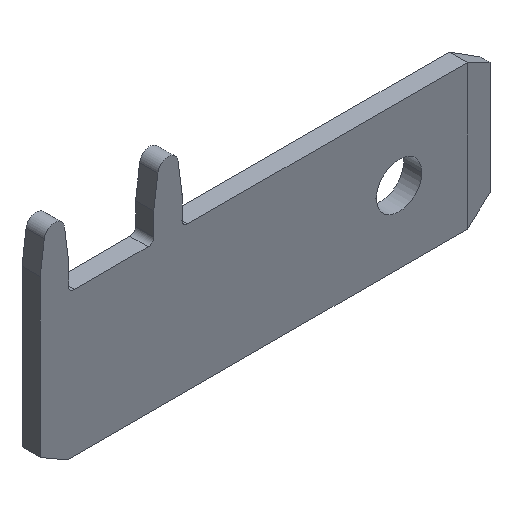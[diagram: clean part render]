
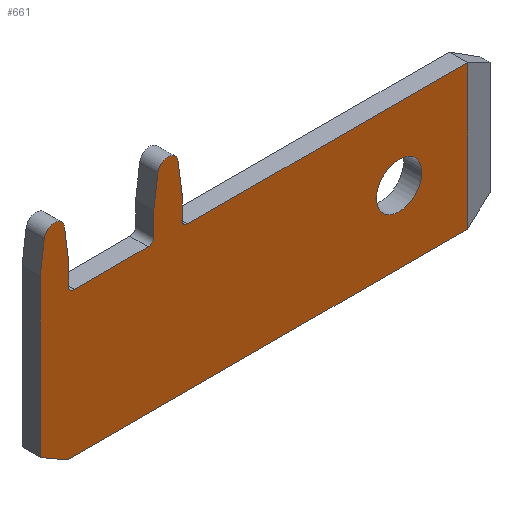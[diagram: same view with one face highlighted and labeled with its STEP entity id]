
A CAD part, isometric view. The second image highlights one B-rep face of the part: STEP entity #661.
In plain terms, the highlighted planar face has unit normal (0, -1, 0).
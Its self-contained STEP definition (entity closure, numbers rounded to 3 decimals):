
#11=DIRECTION('',(0.,0.,-1.));
#12=VECTOR('',#11,6.327);
#13=CARTESIAN_POINT('',(18.81,-0.4,-0.011));
#14=LINE('',#13,#12);
#19=DIRECTION('',(-0.866,0.,-0.5));
#20=VECTOR('',#19,0.023);
#21=CARTESIAN_POINT('',(18.81,-0.4,-6.339));
#22=LINE('',#21,#20);
#26=DIRECTION('',(-1.,0.,0.));
#27=VECTOR('',#26,17.6);
#28=CARTESIAN_POINT('',(18.791,-0.4,-6.35));
#29=LINE('',#28,#27);
#33=DIRECTION('',(-0.865,0.,0.501));
#34=VECTOR('',#33,1.387);
#35=CARTESIAN_POINT('',(1.191,-0.4,-6.35));
#36=LINE('',#35,#34);
#40=DIRECTION('',(0.,0.,1.));
#41=VECTOR('',#40,6.885);
#42=CARTESIAN_POINT('',(-0.009,-0.4,-5.655));
#43=LINE('',#42,#41);
#47=DIRECTION('',(0.131,0.,0.991));
#48=VECTOR('',#47,1.37);
#49=CARTESIAN_POINT('',(-0.009,-0.4,1.23));
#50=LINE('',#49,#48);
#54=CARTESIAN_POINT('',(0.616,-0.4,2.53));
#55=DIRECTION('',(0.,1.,0.));
#56=DIRECTION('',(-0.991,0.,0.131));
#57=AXIS2_PLACEMENT_3D('',#54,#55,#56);
#62=DIRECTION('',(0.131,0.,-0.991));
#63=VECTOR('',#62,1.37);
#64=CARTESIAN_POINT('',(1.062,-0.4,2.589));
#65=LINE('',#64,#63);
#69=DIRECTION('',(0.,0.,-1.));
#70=VECTOR('',#69,0.98);
#71=CARTESIAN_POINT('',(1.241,-0.4,1.23));
#72=LINE('',#71,#70);
#76=CARTESIAN_POINT('',(1.491,-0.4,0.25));
#77=DIRECTION('',(0.,-1.,0.));
#78=DIRECTION('',(-1.,0.,0.));
#79=AXIS2_PLACEMENT_3D('',#76,#77,#78);
#84=DIRECTION('',(1.,0.,0.));
#85=VECTOR('',#84,3.25);
#86=CARTESIAN_POINT('',(1.491,-0.4,0.));
#87=LINE('',#86,#85);
#91=CARTESIAN_POINT('',(4.741,-0.4,0.25));
#92=DIRECTION('',(0.,-1.,0.));
#93=DIRECTION('',(0.,0.,-1.));
#94=AXIS2_PLACEMENT_3D('',#91,#92,#93);
#99=DIRECTION('',(0.,0.,1.));
#100=VECTOR('',#99,0.99);
#101=CARTESIAN_POINT('',(4.991,-0.4,0.25));
#102=LINE('',#101,#100);
#106=DIRECTION('',(0.131,0.,0.991));
#107=VECTOR('',#106,1.37);
#108=CARTESIAN_POINT('',(4.991,-0.4,1.24));
#109=LINE('',#108,#107);
#113=CARTESIAN_POINT('',(5.616,-0.4,2.54));
#114=DIRECTION('',(0.,1.,0.));
#115=DIRECTION('',(-0.991,0.,0.131));
#116=AXIS2_PLACEMENT_3D('',#113,#114,#115);
#121=DIRECTION('',(0.131,0.,-0.991));
#122=VECTOR('',#121,1.37);
#123=CARTESIAN_POINT('',(6.062,-0.4,2.599));
#124=LINE('',#123,#122);
#128=DIRECTION('',(0.,0.,-1.));
#129=VECTOR('',#128,0.99);
#130=CARTESIAN_POINT('',(6.241,-0.4,1.24));
#131=LINE('',#130,#129);
#135=CARTESIAN_POINT('',(6.491,-0.4,0.25));
#136=DIRECTION('',(0.,-1.,0.));
#137=DIRECTION('',(-1.,0.,0.));
#138=AXIS2_PLACEMENT_3D('',#135,#136,#137);
#143=DIRECTION('',(1.,0.,0.));
#144=VECTOR('',#143,12.3);
#145=CARTESIAN_POINT('',(6.491,-0.4,0.));
#146=LINE('',#145,#144);
#150=DIRECTION('',(0.866,0.,-0.5));
#151=VECTOR('',#150,0.023);
#152=CARTESIAN_POINT('',(18.791,-0.4,0.));
#153=LINE('',#152,#151);
#157=CARTESIAN_POINT('',(15.791,-0.4,-3.188));
#158=DIRECTION('',(0.,-1.,0.));
#159=DIRECTION('',(1.,0.,0.));
#160=AXIS2_PLACEMENT_3D('',#157,#158,#159);
#165=CARTESIAN_POINT('',(15.791,-0.4,-3.188));
#166=DIRECTION('',(0.,-1.,0.));
#167=DIRECTION('',(-1.,0.,0.));
#168=AXIS2_PLACEMENT_3D('',#165,#166,#167);
#516=CARTESIAN_POINT('',(18.791,-0.4,-6.35));
#517=CARTESIAN_POINT('',(1.191,-0.4,-6.35));
#518=VERTEX_POINT('',#516);
#519=VERTEX_POINT('',#517);
#520=CARTESIAN_POINT('',(-0.009,-0.4,-5.655));
#521=VERTEX_POINT('',#520);
#522=CARTESIAN_POINT('',(-0.009,-0.4,1.23));
#523=VERTEX_POINT('',#522);
#524=CARTESIAN_POINT('',(6.491,-0.4,0.));
#525=CARTESIAN_POINT('',(18.791,-0.4,0.));
#526=VERTEX_POINT('',#524);
#527=VERTEX_POINT('',#525);
#534=CARTESIAN_POINT('',(18.81,-0.4,-0.011));
#535=CARTESIAN_POINT('',(18.81,-0.4,-6.339));
#536=VERTEX_POINT('',#534);
#537=VERTEX_POINT('',#535);
#550=CARTESIAN_POINT('',(16.791,-0.4,-3.188));
#551=CARTESIAN_POINT('',(14.791,-0.4,-3.188));
#552=VERTEX_POINT('',#550);
#553=VERTEX_POINT('',#551);
#560=CARTESIAN_POINT('',(0.17,-0.4,2.589));
#561=VERTEX_POINT('',#560);
#562=CARTESIAN_POINT('',(1.062,-0.4,2.589));
#563=VERTEX_POINT('',#562);
#564=CARTESIAN_POINT('',(1.491,-0.4,0.));
#565=CARTESIAN_POINT('',(4.741,-0.4,0.));
#566=VERTEX_POINT('',#564);
#567=VERTEX_POINT('',#565);
#568=CARTESIAN_POINT('',(5.17,-0.4,2.599));
#569=CARTESIAN_POINT('',(6.062,-0.4,2.599));
#570=VERTEX_POINT('',#568);
#571=VERTEX_POINT('',#569);
#572=CARTESIAN_POINT('',(6.241,-0.4,1.24));
#573=VERTEX_POINT('',#572);
#574=CARTESIAN_POINT('',(6.241,-0.4,0.25));
#575=VERTEX_POINT('',#574);
#592=CARTESIAN_POINT('',(1.241,-0.4,1.23));
#593=VERTEX_POINT('',#592);
#594=CARTESIAN_POINT('',(1.241,-0.4,0.25));
#595=VERTEX_POINT('',#594);
#596=CARTESIAN_POINT('',(4.991,-0.4,0.25));
#597=VERTEX_POINT('',#596);
#598=CARTESIAN_POINT('',(4.991,-0.4,1.24));
#599=VERTEX_POINT('',#598);
#608=CARTESIAN_POINT('',(0.,-0.4,0.));
#609=DIRECTION('',(0.,1.,0.));
#610=DIRECTION('',(1.,0.,0.));
#611=AXIS2_PLACEMENT_3D('',#608,#609,#610);
#612=PLANE('',#611);
#614=ORIENTED_EDGE('',*,*,#613,.T.);
#616=ORIENTED_EDGE('',*,*,#615,.T.);
#618=ORIENTED_EDGE('',*,*,#617,.T.);
#620=ORIENTED_EDGE('',*,*,#619,.T.);
#622=ORIENTED_EDGE('',*,*,#621,.T.);
#624=ORIENTED_EDGE('',*,*,#623,.T.);
#626=ORIENTED_EDGE('',*,*,#625,.T.);
#628=ORIENTED_EDGE('',*,*,#627,.T.);
#630=ORIENTED_EDGE('',*,*,#629,.T.);
#632=ORIENTED_EDGE('',*,*,#631,.T.);
#634=ORIENTED_EDGE('',*,*,#633,.T.);
#636=ORIENTED_EDGE('',*,*,#635,.T.);
#638=ORIENTED_EDGE('',*,*,#637,.T.);
#640=ORIENTED_EDGE('',*,*,#639,.T.);
#642=ORIENTED_EDGE('',*,*,#641,.T.);
#644=ORIENTED_EDGE('',*,*,#643,.T.);
#646=ORIENTED_EDGE('',*,*,#645,.T.);
#648=ORIENTED_EDGE('',*,*,#647,.T.);
#650=ORIENTED_EDGE('',*,*,#649,.T.);
#652=ORIENTED_EDGE('',*,*,#651,.T.);
#653=EDGE_LOOP('',(#614,#616,#618,#620,#622,#624,#626,#628,#630,#632,#634,#636,
#638,#640,#642,#644,#646,#648,#650,#652));
#654=FACE_OUTER_BOUND('',#653,.F.);
#656=ORIENTED_EDGE('',*,*,#655,.T.);
#658=ORIENTED_EDGE('',*,*,#657,.T.);
#659=EDGE_LOOP('',(#656,#658));
#660=FACE_BOUND('',#659,.F.);
#58=CIRCLE('',#57,0.45);
#80=CIRCLE('',#79,0.25);
#95=CIRCLE('',#94,0.25);
#117=CIRCLE('',#116,0.45);
#139=CIRCLE('',#138,0.25);
#161=CIRCLE('',#160,1.);
#169=CIRCLE('',#168,1.);
#613=EDGE_CURVE('',#536,#537,#14,.T.);
#615=EDGE_CURVE('',#537,#518,#22,.T.);
#617=EDGE_CURVE('',#518,#519,#29,.T.);
#619=EDGE_CURVE('',#519,#521,#36,.T.);
#621=EDGE_CURVE('',#521,#523,#43,.T.);
#623=EDGE_CURVE('',#523,#561,#50,.T.);
#625=EDGE_CURVE('',#561,#563,#58,.T.);
#627=EDGE_CURVE('',#563,#593,#65,.T.);
#629=EDGE_CURVE('',#593,#595,#72,.T.);
#631=EDGE_CURVE('',#595,#566,#80,.T.);
#633=EDGE_CURVE('',#566,#567,#87,.T.);
#635=EDGE_CURVE('',#567,#597,#95,.T.);
#637=EDGE_CURVE('',#597,#599,#102,.T.);
#639=EDGE_CURVE('',#599,#570,#109,.T.);
#641=EDGE_CURVE('',#570,#571,#117,.T.);
#643=EDGE_CURVE('',#571,#573,#124,.T.);
#645=EDGE_CURVE('',#573,#575,#131,.T.);
#647=EDGE_CURVE('',#575,#526,#139,.T.);
#649=EDGE_CURVE('',#526,#527,#146,.T.);
#651=EDGE_CURVE('',#527,#536,#153,.T.);
#655=EDGE_CURVE('',#552,#553,#161,.T.);
#657=EDGE_CURVE('',#553,#552,#169,.T.);
#661=ADVANCED_FACE('',(#654,#660),#612,.F.);
